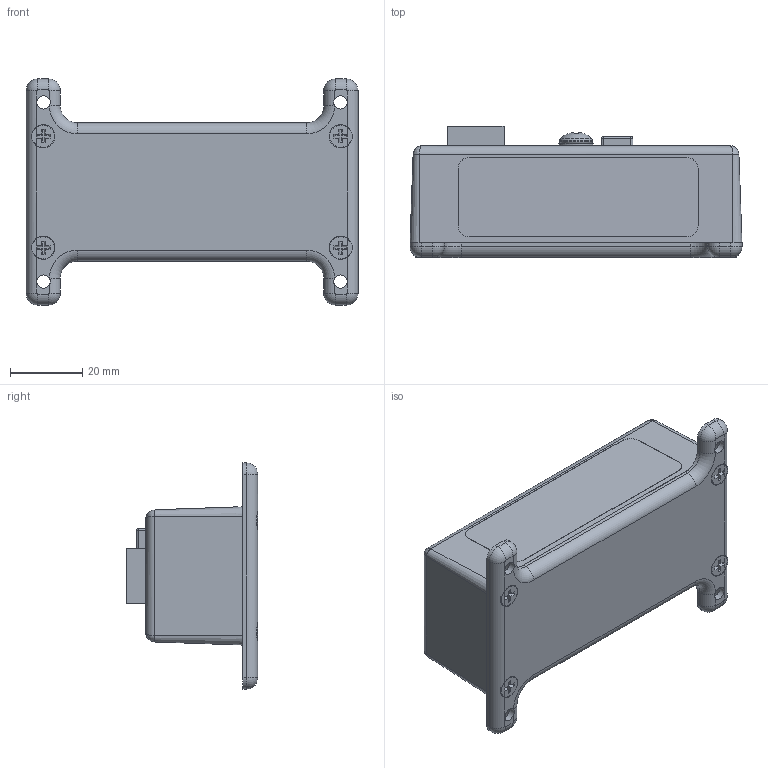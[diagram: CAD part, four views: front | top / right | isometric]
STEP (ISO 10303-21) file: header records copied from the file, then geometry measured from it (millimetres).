
FILE_DESCRIPTION (( 'STEP AP214' ), '1' );
FILE_NAME ('BT-CAT5-NB2.STEP', '2018-01-05T21:50:54', ( '' ), ( '' ), 'SwSTEP 2.0', 'SolidWorks 2014', '' );
FILE_SCHEMA (( 'AUTOMOTIVE_DESIGN' ));
Length unit declared in the file: inch
Products named in the file (10): XFS-0039; BT-CAT5-NB2_LABEL_BLANK; Hyp225; XFN-0003; BT-CAT5-NB2_PatchLabel; XFW-0002; XFS-0026; XF453-01; XF452-01; BT-CAT5-NB2
Assembly tree (16 placements, depth 2):
  BT-CAT5-NB2
    XF452-01
    XF453-01
    XFS-0026
    XFW-0002  x2
    BT-CAT5-NB2_PatchLabel
    XFN-0003  x4
    Hyp225
    BT-CAT5-NB2_LABEL_BLANK
    XFS-0039  x4
Bounding box: 92.2 x 36.45 x 62.79 mm (x, y, z)
Volume: 33494 mm3; surface area: 43412.5 mm2
Topology: 16 solids, 16 shells, 903 faces, 2249 edges, 1385 vertices
Faces by surface type: plane 355, cone 308, cylinder 204, torus 28, bspline 8
Full cylindrical faces by diameter (mm): 0.874 x1, 0.914 x4, 1.778 x4, 2.032 x1, 2.982 x4, 3.693 x4, 3.708 x4, 5.08 x2, 6.096 x5, 6.35 x4, 6.934 x4, 9.22 x1, 9.525 x2
Entity records: 25601 total; most frequent: CARTESIAN_POINT 6425, DIRECTION 2912, ORIENTED_EDGE 2690, EDGE_CURVE 1345, AXIS2_PLACEMENT_3D 1064, VERTEX_POINT 935, EDGE_LOOP 788, VECTOR 784
